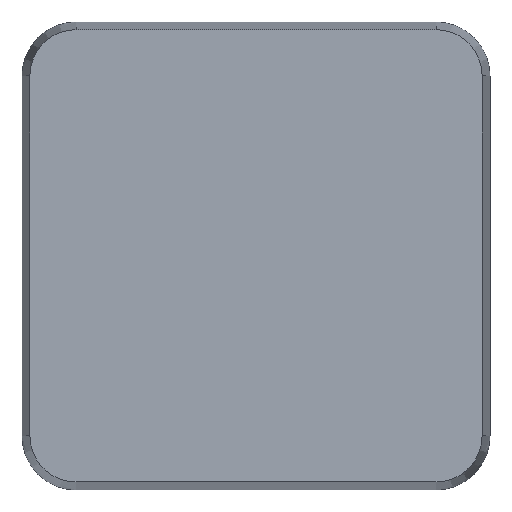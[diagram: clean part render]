
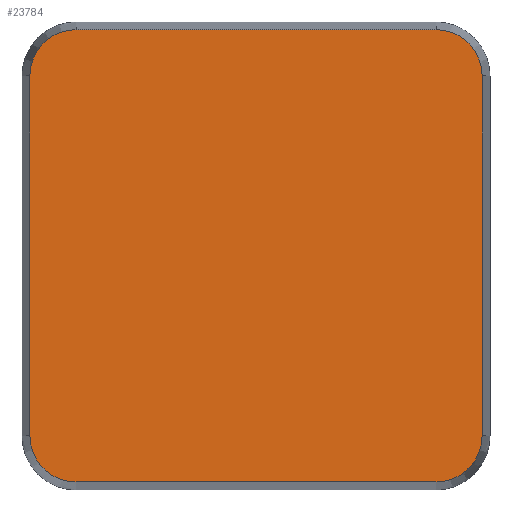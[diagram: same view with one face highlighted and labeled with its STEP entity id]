
A CAD part, top view. The second image highlights one B-rep face of the part: STEP entity #23784.
In plain terms, the highlighted planar face has unit normal (0, 0, 1).
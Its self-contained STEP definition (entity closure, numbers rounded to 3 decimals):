
#32 = LINE ( 'NONE', #3719, #17729 ) ;
#181 = EDGE_CURVE ( 'NONE', #6649, #9290, #6162, .T. ) ;
#317 = CARTESIAN_POINT ( 'NONE',  ( 92., 1.75, 26. ) ) ;
#333 = ORIENTED_EDGE ( 'NONE', *, *, #13721, .T. ) ;
#882 = AXIS2_PLACEMENT_3D ( 'NONE', #20210, #3428, #16391 ) ;
#1151 = EDGE_LOOP ( 'NONE', ( #19937, #19397, #8743, #23459, #13821, #333, #9776, #12520 ) ) ;
#1916 = CARTESIAN_POINT ( 'NONE',  ( 12., 1.75, 26. ) ) ;
#2210 = PLANE ( 'NONE',  #20314 ) ;
#2400 = CARTESIAN_POINT ( 'NONE',  ( 1.75, 0., 26. ) ) ;
#2448 = DIRECTION ( 'NONE',  ( 0., 0., -1. ) ) ;
#2951 = VECTOR ( 'NONE', #22502, 1000. ) ;
#3428 = DIRECTION ( 'NONE',  ( 0., 0., 1. ) ) ;
#3541 = DIRECTION ( 'NONE',  ( 0., 0., 1. ) ) ;
#3719 = CARTESIAN_POINT ( 'NONE',  ( 102.25, 0., 26. ) ) ;
#3908 = DIRECTION ( 'NONE',  ( -1., 0., 0. ) ) ;
#3921 = CARTESIAN_POINT ( 'NONE',  ( 0., 102.25, 26. ) ) ;
#3992 = LINE ( 'NONE', #2400, #2951 ) ;
#4090 = CARTESIAN_POINT ( 'NONE',  ( 0., 1.75, 26. ) ) ;
#4572 = AXIS2_PLACEMENT_3D ( 'NONE', #11739, #13701, #9536 ) ;
#5267 = CARTESIAN_POINT ( 'NONE',  ( 12., 12., 26. ) ) ;
#5762 = LINE ( 'NONE', #3921, #12268 ) ;
#5802 = DIRECTION ( 'NONE',  ( 1., 0., 0. ) ) ;
#6162 = LINE ( 'NONE', #4090, #7940 ) ;
#6649 = VERTEX_POINT ( 'NONE', #1916 ) ;
#7403 = EDGE_CURVE ( 'NONE', #15220, #23122, #32, .T. ) ;
#7940 = VECTOR ( 'NONE', #5802, 1000. ) ;
#8699 = AXIS2_PLACEMENT_3D ( 'NONE', #16520, #11370, #3908 ) ;
#8743 = ORIENTED_EDGE ( 'NONE', *, *, #181, .T. ) ;
#8769 = CARTESIAN_POINT ( 'NONE',  ( 92., 102.25, 26. ) ) ;
#8787 = EDGE_CURVE ( 'NONE', #9182, #14082, #23966, .T. ) ;
#9147 = VERTEX_POINT ( 'NONE', #8769 ) ;
#9182 = VERTEX_POINT ( 'NONE', #18943 ) ;
#9290 = VERTEX_POINT ( 'NONE', #317 ) ;
#9536 = DIRECTION ( 'NONE',  ( -1., 0., 0. ) ) ;
#9776 = ORIENTED_EDGE ( 'NONE', *, *, #10315, .T. ) ;
#10031 = DIRECTION ( 'NONE',  ( -1., 0., 0. ) ) ;
#10057 = CIRCLE ( 'NONE', #4572, 10.25 ) ;
#10315 = EDGE_CURVE ( 'NONE', #9147, #9182, #5762, .T. ) ;
#11005 = DIRECTION ( 'NONE',  ( -1., 0., 0. ) ) ;
#11370 = DIRECTION ( 'NONE',  ( 0., 0., 1. ) ) ;
#11381 = DIRECTION ( 'NONE',  ( -1., 0., 0. ) ) ;
#11739 = CARTESIAN_POINT ( 'NONE',  ( 92., 12., 26. ) ) ;
#12268 = VECTOR ( 'NONE', #11381, 1000. ) ;
#12520 = ORIENTED_EDGE ( 'NONE', *, *, #8787, .T. ) ;
#12652 = CARTESIAN_POINT ( 'NONE',  ( 102.25, 92., 26. ) ) ;
#13425 = CARTESIAN_POINT ( 'NONE',  ( 1.75, 92., 26. ) ) ;
#13701 = DIRECTION ( 'NONE',  ( 0., 0., 1. ) ) ;
#13721 = EDGE_CURVE ( 'NONE', #23122, #9147, #22028, .T. ) ;
#13821 = ORIENTED_EDGE ( 'NONE', *, *, #7403, .T. ) ;
#14082 = VERTEX_POINT ( 'NONE', #13425 ) ;
#14850 = VERTEX_POINT ( 'NONE', #15292 ) ;
#15220 = VERTEX_POINT ( 'NONE', #21511 ) ;
#15292 = CARTESIAN_POINT ( 'NONE',  ( 1.75, 12., 26. ) ) ;
#15492 = AXIS2_PLACEMENT_3D ( 'NONE', #5267, #3541, #11005 ) ;
#16391 = DIRECTION ( 'NONE',  ( -1., 0., 0. ) ) ;
#16520 = CARTESIAN_POINT ( 'NONE',  ( 92., 92., 26. ) ) ;
#17138 = CARTESIAN_POINT ( 'NONE',  ( 0., 0., 26. ) ) ;
#17386 = FACE_OUTER_BOUND ( 'NONE', #1151, .T. ) ;
#17729 = VECTOR ( 'NONE', #18663, 1000. ) ;
#18160 = EDGE_CURVE ( 'NONE', #14082, #14850, #3992, .T. ) ;
#18663 = DIRECTION ( 'NONE',  ( 0., 1., 0. ) ) ;
#18943 = CARTESIAN_POINT ( 'NONE',  ( 12., 102.25, 26. ) ) ;
#19397 = ORIENTED_EDGE ( 'NONE', *, *, #19804, .T. ) ;
#19804 = EDGE_CURVE ( 'NONE', #14850, #6649, #21367, .T. ) ;
#19937 = ORIENTED_EDGE ( 'NONE', *, *, #18160, .T. ) ;
#20210 = CARTESIAN_POINT ( 'NONE',  ( 12., 92., 26. ) ) ;
#20314 = AXIS2_PLACEMENT_3D ( 'NONE', #17138, #2448, #10031 ) ;
#20999 = EDGE_CURVE ( 'NONE', #9290, #15220, #10057, .T. ) ;
#21367 = CIRCLE ( 'NONE', #15492, 10.25 ) ;
#21511 = CARTESIAN_POINT ( 'NONE',  ( 102.25, 12., 26. ) ) ;
#22028 = CIRCLE ( 'NONE', #8699, 10.25 ) ;
#22502 = DIRECTION ( 'NONE',  ( 0., -1., 0. ) ) ;
#23122 = VERTEX_POINT ( 'NONE', #12652 ) ;
#23459 = ORIENTED_EDGE ( 'NONE', *, *, #20999, .T. ) ;
#23784 = ADVANCED_FACE ( 'NONE', ( #17386 ), #2210, .F. ) ;
#23966 = CIRCLE ( 'NONE', #882, 10.25 ) ;
